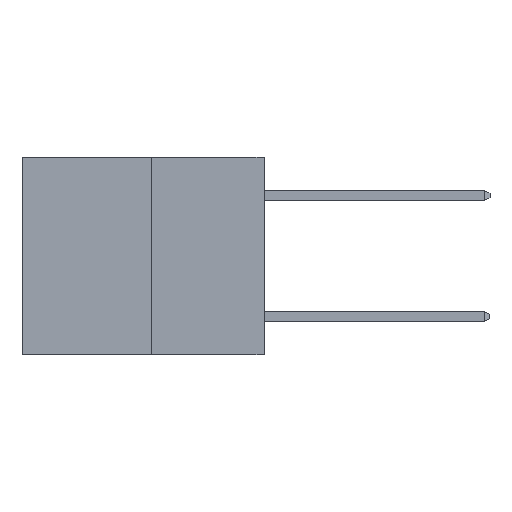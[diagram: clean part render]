
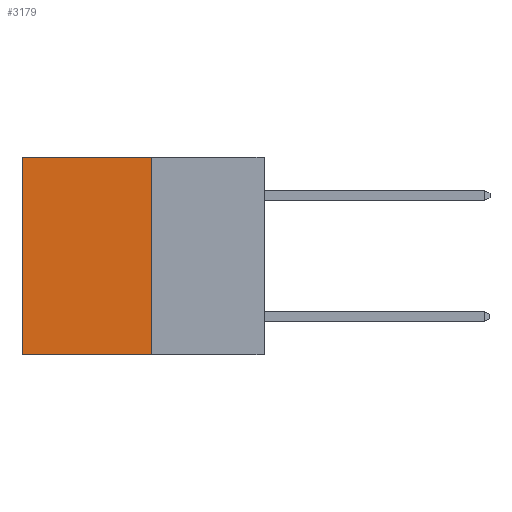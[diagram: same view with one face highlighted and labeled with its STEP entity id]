
A CAD part, left-side view. The second image highlights one B-rep face of the part: STEP entity #3179.
In plain terms, the highlighted planar face has unit normal (-1, 0, 0).
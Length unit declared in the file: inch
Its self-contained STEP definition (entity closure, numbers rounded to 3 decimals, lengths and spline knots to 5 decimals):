
#353 = DIRECTION ( 'NONE',  ( 0., 1., 0. ) ) ;
#367 = LINE ( 'NONE', #13460, #3200 ) ;
#536 = ORIENTED_EDGE ( 'NONE', *, *, #12766, .F. ) ;
#623 = EDGE_CURVE ( 'NONE', #11395, #1165, #11432, .T. ) ;
#769 = VERTEX_POINT ( 'NONE', #5944 ) ;
#924 = ORIENTED_EDGE ( 'NONE', *, *, #10600, .F. ) ;
#1165 = VERTEX_POINT ( 'NONE', #8034 ) ;
#1566 = CARTESIAN_POINT ( 'NONE',  ( 0.3165, 0.28, -0.49 ) ) ;
#1661 = PLANE ( 'NONE',  #11753 ) ;
#3100 = DIRECTION ( 'NONE',  ( 0., 0., -1. ) ) ;
#3179 = ADVANCED_FACE ( 'NONE', ( #13311 ), #1661, .F. ) ;
#3200 = VECTOR ( 'NONE', #8150, 39.37008 ) ;
#3821 = DIRECTION ( 'NONE',  ( 0., 0., -1. ) ) ;
#4239 = VECTOR ( 'NONE', #6222, 39.37008 ) ;
#5511 = VECTOR ( 'NONE', #3100, 39.37008 ) ;
#5944 = CARTESIAN_POINT ( 'NONE',  ( 0.3165, 0.28, -0.49 ) ) ;
#6222 = DIRECTION ( 'NONE',  ( 0., 1., 0. ) ) ;
#6271 = CARTESIAN_POINT ( 'NONE',  ( 0.3165, 0.28, -0.49 ) ) ;
#6572 = EDGE_CURVE ( 'NONE', #1165, #7476, #367, .T. ) ;
#7476 = VERTEX_POINT ( 'NONE', #12589 ) ;
#7637 = EDGE_LOOP ( 'NONE', ( #7782, #536, #924, #12355 ) ) ;
#7782 = ORIENTED_EDGE ( 'NONE', *, *, #6572, .T. ) ;
#8015 = CARTESIAN_POINT ( 'NONE',  ( 0.3165, 0.28, 0. ) ) ;
#8034 = CARTESIAN_POINT ( 'NONE',  ( 0.3165, 0.6, 0. ) ) ;
#8150 = DIRECTION ( 'NONE',  ( 0., 0., -1. ) ) ;
#8780 = CARTESIAN_POINT ( 'NONE',  ( 0.3165, 0.28, 0. ) ) ;
#10144 = DIRECTION ( 'NONE',  ( 1., 0., 0. ) ) ;
#10600 = EDGE_CURVE ( 'NONE', #11395, #769, #11138, .T. ) ;
#11138 = LINE ( 'NONE', #6271, #5511 ) ;
#11392 = CARTESIAN_POINT ( 'NONE',  ( 0.3165, 0.28, -0.49 ) ) ;
#11395 = VERTEX_POINT ( 'NONE', #8015 ) ;
#11432 = LINE ( 'NONE', #8780, #13123 ) ;
#11753 = AXIS2_PLACEMENT_3D ( 'NONE', #1566, #10144, #3821 ) ;
#12017 = LINE ( 'NONE', #11392, #4239 ) ;
#12355 = ORIENTED_EDGE ( 'NONE', *, *, #623, .T. ) ;
#12589 = CARTESIAN_POINT ( 'NONE',  ( 0.3165, 0.6, -0.49 ) ) ;
#12766 = EDGE_CURVE ( 'NONE', #769, #7476, #12017, .T. ) ;
#13123 = VECTOR ( 'NONE', #353, 39.37008 ) ;
#13311 = FACE_OUTER_BOUND ( 'NONE', #7637, .T. ) ;
#13460 = CARTESIAN_POINT ( 'NONE',  ( 0.3165, 0.6, -0.49 ) ) ;
